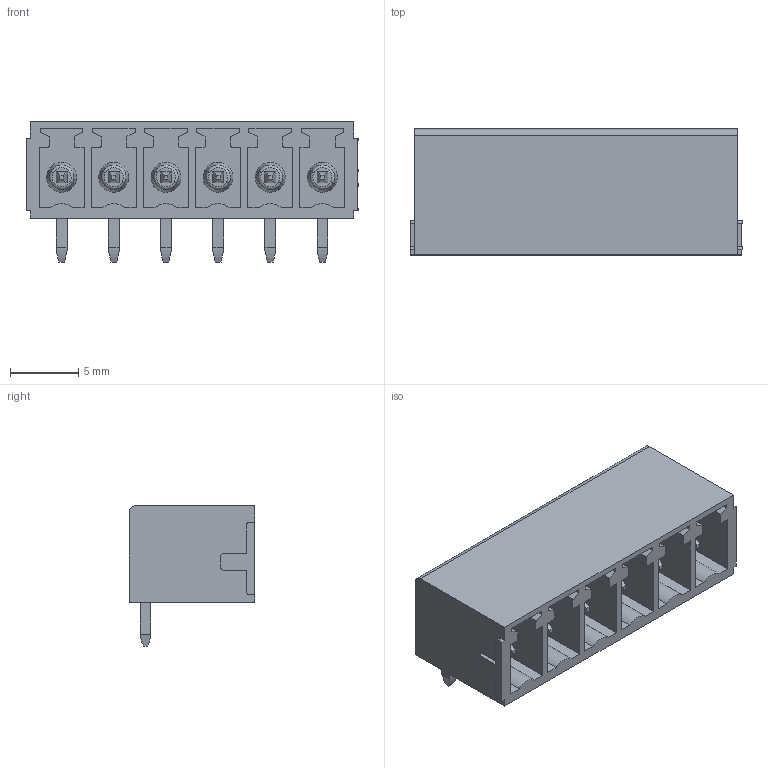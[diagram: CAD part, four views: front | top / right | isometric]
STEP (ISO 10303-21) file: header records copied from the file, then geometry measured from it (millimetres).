
FILE_DESCRIPTION(('CATIA V5 STEP Exchange','CAx-IF Rec.Pracs.--- Model Styling and Organization---1.4--- 2014-01-23'),'2;1');
FILE_NAME ('D1486654_0_1793280000_1793280000.stp','2021-05-20T08:41:28+00:00',('none'),('Weidmueller'),'CATIA Version 5-6 Release 2016 SP3 HF44','CATIA V5 STEP AP214','none');
FILE_SCHEMA(('AUTOMOTIVE_DESIGN { 1 0 10303 214 1 1 1 1 }'));
Length unit declared in the file: millimetre
Products named in the file (1): 1793280000
Bounding box: 24.25 x 9.2 x 10.25 mm (x, y, z)
Volume: 701 mm3; surface area: 2290 mm2
Topology: 7 solids, 7 shells, 497 faces, 1424 edges, 959 vertices
Faces by surface type: plane 356, cylinder 117, cone 12, torus 12
Entity records: 16193 total; most frequent: CARTESIAN_POINT 3233, ORIENTED_EDGE 2848, DIRECTION 2095, EDGE_CURVE 1424, VECTOR 1118, LINE 1118, VERTEX_POINT 959, AXIS2_PLACEMENT_3D 610
